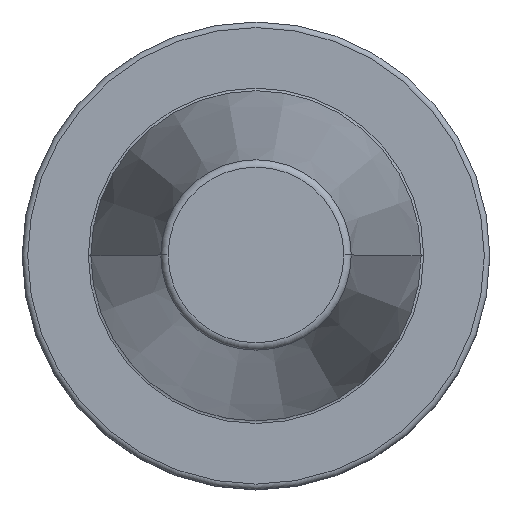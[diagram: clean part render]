
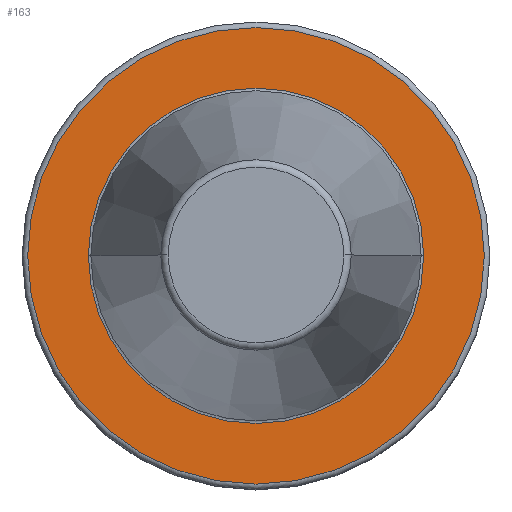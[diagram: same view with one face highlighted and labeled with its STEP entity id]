
A CAD part, top view. The second image highlights one B-rep face of the part: STEP entity #163.
In plain terms, the highlighted planar face has unit normal (0, 0, 1).
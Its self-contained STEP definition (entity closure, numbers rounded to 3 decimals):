
#163=ADVANCED_FACE('',(#192,#193),#182,.F.);
#182=PLANE('',#680);
#192=FACE_BOUND('',#223,.T.);
#193=FACE_BOUND('',#224,.T.);
#223=EDGE_LOOP('',(#336,#337));
#224=EDGE_LOOP('',(#338));
#336=ORIENTED_EDGE('',*,*,#448,.T.);
#337=ORIENTED_EDGE('',*,*,#446,.T.);
#338=ORIENTED_EDGE('',*,*,#482,.T.);
#399=VERTEX_POINT('',#948);
#402=VERTEX_POINT('',#953);
#426=VERTEX_POINT('',#1026);
#446=EDGE_CURVE('',#399,#402,#523,.T.);
#448=EDGE_CURVE('',#402,#399,#525,.T.);
#482=EDGE_CURVE('',#426,#426,#548,.T.);
#523=CIRCLE('',#616,22.563);
#525=CIRCLE('',#619,22.563);
#548=CIRCLE('',#653,30.725);
#616=AXIS2_PLACEMENT_3D('',#954,#731,#732);
#619=AXIS2_PLACEMENT_3D('',#957,#737,#738);
#653=AXIS2_PLACEMENT_3D('',#1025,#816,#817);
#680=AXIS2_PLACEMENT_3D('',#1064,#873,#874);
#731=DIRECTION('',(0.,0.,-1.));
#732=DIRECTION('',(-1.,0.,0.));
#737=DIRECTION('',(0.,0.,-1.));
#738=DIRECTION('',(-1.,0.,0.));
#816=DIRECTION('',(0.,0.,1.));
#817=DIRECTION('',(-1.,0.,0.));
#873=DIRECTION('',(0.,0.,-1.));
#874=DIRECTION('',(1.,0.,0.));
#948=CARTESIAN_POINT('',(-22.563,0.,-2.));
#953=CARTESIAN_POINT('',(22.563,0.,-2.));
#954=CARTESIAN_POINT('',(0.,0.,-2.));
#957=CARTESIAN_POINT('',(0.,0.,-2.));
#1025=CARTESIAN_POINT('',(0.,0.,-2.));
#1026=CARTESIAN_POINT('',(-30.725,0.,-2.));
#1064=CARTESIAN_POINT('',(0.,31.475,-2.));
